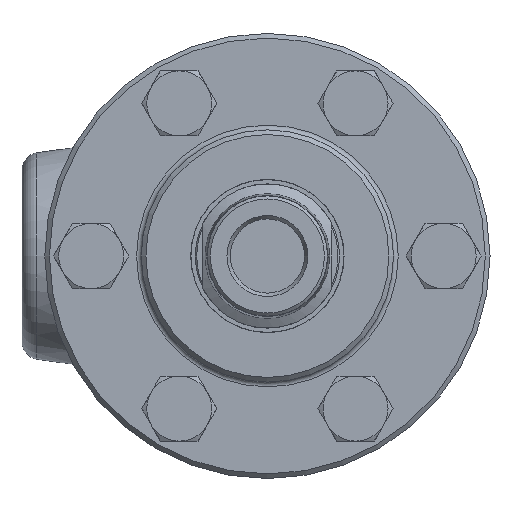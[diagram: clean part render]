
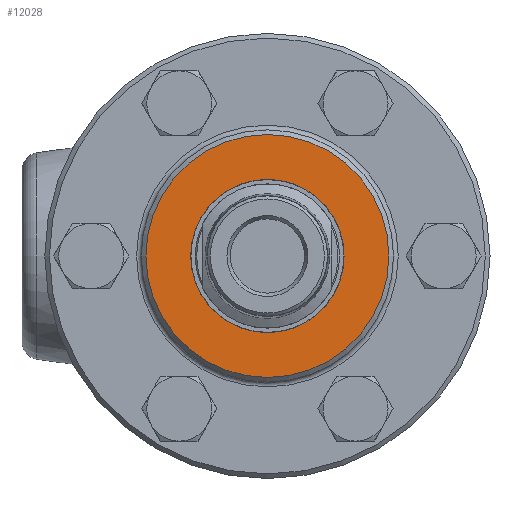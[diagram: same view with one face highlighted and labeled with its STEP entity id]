
A CAD part, left-side view. The second image highlights one B-rep face of the part: STEP entity #12028.
In plain terms, the highlighted planar face has unit normal (-1, 0, 0).
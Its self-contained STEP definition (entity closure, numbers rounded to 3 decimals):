
#2970=FACE_BOUND('',#4332,.T.);
#3612=FACE_OUTER_BOUND('',#4331,.T.);
#4331=EDGE_LOOP('',(#10827));
#4332=EDGE_LOOP('',(#10828,#10829));
#4718=CIRCLE('',#12864,20.79);
#4719=CIRCLE('',#12865,13.125);
#4720=CIRCLE('',#12866,13.125);
#5833=VERTEX_POINT('',#23749);
#5834=VERTEX_POINT('',#23751);
#5835=VERTEX_POINT('',#23752);
#7527=EDGE_CURVE('',#5833,#5833,#4718,.T.);
#7528=EDGE_CURVE('',#5834,#5835,#4719,.T.);
#7529=EDGE_CURVE('',#5835,#5834,#4720,.T.);
#10827=ORIENTED_EDGE('',*,*,#7527,.F.);
#10828=ORIENTED_EDGE('',*,*,#7528,.T.);
#10829=ORIENTED_EDGE('',*,*,#7529,.T.);
#11388=PLANE('',#12863);
#12028=ADVANCED_FACE('',(#3612,#2970),#11388,.T.);
#12863=AXIS2_PLACEMENT_3D('',#23748,#15335,#15336);
#12864=AXIS2_PLACEMENT_3D('',#23750,#15337,#15338);
#12865=AXIS2_PLACEMENT_3D('',#23753,#15339,#15340);
#12866=AXIS2_PLACEMENT_3D('',#23754,#15341,#15342);
#15335=DIRECTION('center_axis',(-1.,0.,0.));
#15336=DIRECTION('ref_axis',(0.,0.,-1.));
#15337=DIRECTION('center_axis',(1.,0.,0.));
#15338=DIRECTION('ref_axis',(0.,1.,0.));
#15339=DIRECTION('center_axis',(1.,0.,0.));
#15340=DIRECTION('ref_axis',(0.,-1.,0.));
#15341=DIRECTION('center_axis',(1.,0.,0.));
#15342=DIRECTION('ref_axis',(0.,-1.,0.));
#23748=CARTESIAN_POINT('Origin',(-21.84,-10.795,0.));
#23749=CARTESIAN_POINT('',(-21.84,-20.79,0.));
#23750=CARTESIAN_POINT('Origin',(-21.84,0.,0.));
#23751=CARTESIAN_POINT('',(-21.84,-13.125,0.));
#23752=CARTESIAN_POINT('',(-21.84,13.125,0.));
#23753=CARTESIAN_POINT('Origin',(-21.84,0.,0.));
#23754=CARTESIAN_POINT('Origin',(-21.84,0.,0.));
